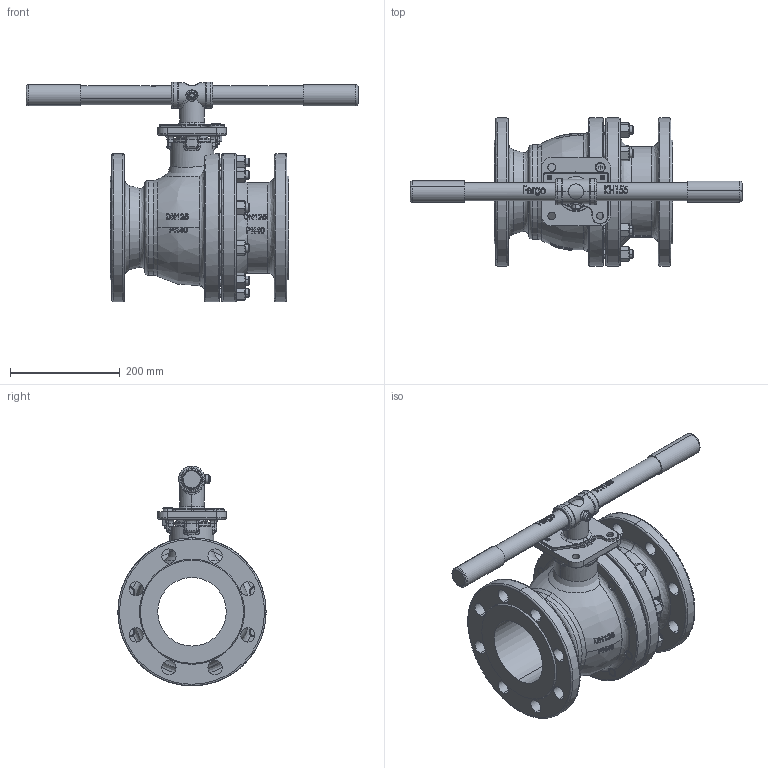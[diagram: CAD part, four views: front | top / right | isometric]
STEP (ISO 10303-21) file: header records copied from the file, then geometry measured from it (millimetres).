
FILE_DESCRIPTION (( 'STEP AP214' ), '1' );
FILE_NAME ('KH155-Kugelhahn-DN125-PN40-Handhebel-Fergo.STEP', '2022-09-19T11:30:06', ( '' ), ( '' ), 'SwSTEP 2.0', 'SolidWorks 2022', '' );
FILE_SCHEMA (( 'AUTOMOTIVE_DESIGN' ));
Length unit declared in the file: millimetre
Products named in the file (1): KH155-Kugelhahn-DN125-PN40-Handhebel-Fergo
Bounding box: 605 x 270 x 400.5 mm (x, y, z)
Volume: 8320548.7 mm3; surface area: 998532.7 mm2
Topology: 33 solids, 33 shells, 1495 faces, 3809 edges, 2420 vertices
Faces by surface type: bspline 543, plane 381, cylinder 311, cone 260
Entity records: 134238 total; most frequent: CARTESIAN_POINT 101635, ORIENTED_EDGE 7608, DIRECTION 5188, EDGE_CURVE 3804, VERTEX_POINT 2420, AXIS2_PLACEMENT_3D 1973, EDGE_LOOP 1672, ADVANCED_FACE 1495
